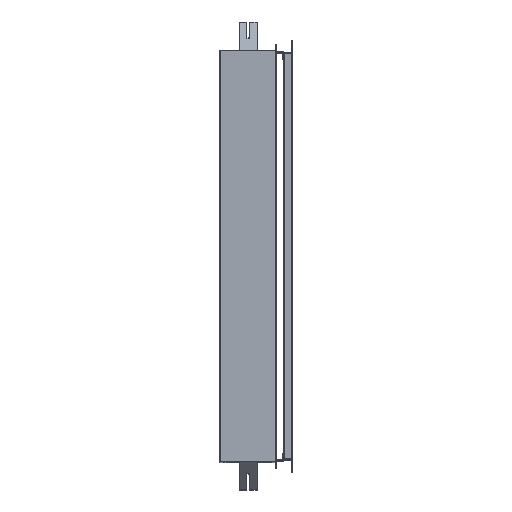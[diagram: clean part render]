
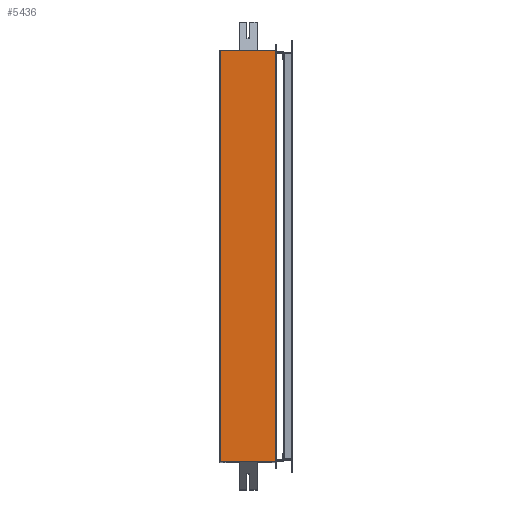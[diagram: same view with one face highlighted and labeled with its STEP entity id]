
A CAD part, top view. The second image highlights one B-rep face of the part: STEP entity #5436.
In plain terms, the highlighted planar face has unit normal (0, 0, 1).
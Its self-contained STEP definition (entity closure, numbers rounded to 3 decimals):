
#4727=CARTESIAN_POINT('Axis2P3D Location',(334.43,-373.19,328.)) ;
#4738=CARTESIAN_POINT('Vertex',(443.43,-373.19,328.)) ;
#5372=CARTESIAN_POINT('Line Origine',(335.43,27.81,328.)) ;
#5376=CARTESIAN_POINT('Vertex',(335.43,428.81,328.)) ;
#5378=CARTESIAN_POINT('Vertex',(335.43,-373.19,328.)) ;
#5381=CARTESIAN_POINT('Line Origine',(353.93,-373.19,328.)) ;
#5385=CARTESIAN_POINT('Vertex',(372.43,-373.19,328.)) ;
#5388=CARTESIAN_POINT('Line Origine',(389.93,-373.19,328.)) ;
#5392=CARTESIAN_POINT('Vertex',(407.43,-373.19,328.)) ;
#5395=CARTESIAN_POINT('Line Origine',(425.43,-373.19,328.)) ;
#5400=CARTESIAN_POINT('Line Origine',(443.43,27.81,328.)) ;
#5404=CARTESIAN_POINT('Vertex',(443.43,428.81,328.)) ;
#5407=CARTESIAN_POINT('Line Origine',(425.43,428.81,328.)) ;
#5411=CARTESIAN_POINT('Vertex',(407.43,428.81,328.)) ;
#5414=CARTESIAN_POINT('Line Origine',(389.93,428.81,328.)) ;
#5418=CARTESIAN_POINT('Vertex',(372.43,428.81,328.)) ;
#5421=CARTESIAN_POINT('Line Origine',(353.93,428.81,328.)) ;
#5374=VECTOR('Line Direction',#5373,1.) ;
#5383=VECTOR('Line Direction',#5382,1.) ;
#5390=VECTOR('Line Direction',#5389,1.) ;
#5397=VECTOR('Line Direction',#5396,1.) ;
#5402=VECTOR('Line Direction',#5401,1.) ;
#5409=VECTOR('Line Direction',#5408,1.) ;
#5416=VECTOR('Line Direction',#5415,1.) ;
#5423=VECTOR('Line Direction',#5422,1.) ;
#4728=DIRECTION('Axis2P3D Direction',(0.,0.,-1.)) ;
#4729=DIRECTION('Axis2P3D XDirection',(0.,1.,0.)) ;
#5373=DIRECTION('Vector Direction',(0.,1.,0.)) ;
#5382=DIRECTION('Vector Direction',(1.,0.,0.)) ;
#5389=DIRECTION('Vector Direction',(1.,0.,0.)) ;
#5396=DIRECTION('Vector Direction',(1.,0.,0.)) ;
#5401=DIRECTION('Vector Direction',(0.,-1.,0.)) ;
#5408=DIRECTION('Vector Direction',(1.,0.,0.)) ;
#5415=DIRECTION('Vector Direction',(1.,0.,0.)) ;
#5422=DIRECTION('Vector Direction',(1.,0.,0.)) ;
#4730=AXIS2_PLACEMENT_3D('Plane Axis2P3D',#4727,#4728,#4729) ;
#5375=LINE('Line',#5372,#5374) ;
#5384=LINE('Line',#5381,#5383) ;
#5391=LINE('Line',#5388,#5390) ;
#5398=LINE('Line',#5395,#5397) ;
#5403=LINE('Line',#5400,#5402) ;
#5410=LINE('Line',#5407,#5409) ;
#5417=LINE('Line',#5414,#5416) ;
#5424=LINE('Line',#5421,#5423) ;
#4731=PLANE('',#4730) ;
#5380=EDGE_CURVE('',#5377,#5379,#5375,.F.) ;
#5387=EDGE_CURVE('',#5379,#5386,#5384,.T.) ;
#5394=EDGE_CURVE('',#5386,#5393,#5391,.T.) ;
#5399=EDGE_CURVE('',#5393,#4739,#5398,.T.) ;
#5406=EDGE_CURVE('',#5405,#4739,#5403,.T.) ;
#5413=EDGE_CURVE('',#5412,#5405,#5410,.T.) ;
#5420=EDGE_CURVE('',#5419,#5412,#5417,.T.) ;
#5425=EDGE_CURVE('',#5377,#5419,#5424,.T.) ;
#5427=ORIENTED_EDGE('',*,*,#5380,.T.) ;
#5428=ORIENTED_EDGE('',*,*,#5387,.T.) ;
#5429=ORIENTED_EDGE('',*,*,#5394,.T.) ;
#5430=ORIENTED_EDGE('',*,*,#5399,.T.) ;
#5431=ORIENTED_EDGE('',*,*,#5406,.F.) ;
#5432=ORIENTED_EDGE('',*,*,#5413,.F.) ;
#5433=ORIENTED_EDGE('',*,*,#5420,.F.) ;
#5434=ORIENTED_EDGE('',*,*,#5425,.F.) ;
#5426=EDGE_LOOP('',(#5427,#5428,#5429,#5430,#5431,#5432,#5433,#5434)) ;
#4739=VERTEX_POINT('',#4738) ;
#5377=VERTEX_POINT('',#5376) ;
#5379=VERTEX_POINT('',#5378) ;
#5386=VERTEX_POINT('',#5385) ;
#5393=VERTEX_POINT('',#5392) ;
#5405=VERTEX_POINT('',#5404) ;
#5412=VERTEX_POINT('',#5411) ;
#5419=VERTEX_POINT('',#5418) ;
#5436=ADVANCED_FACE('790008 - TST',(#5435),#4731,.F.) ;
#5435=FACE_OUTER_BOUND('',#5426,.T.) ;
